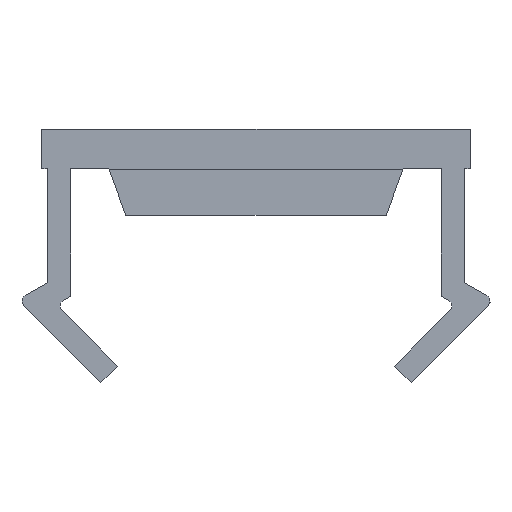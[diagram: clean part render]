
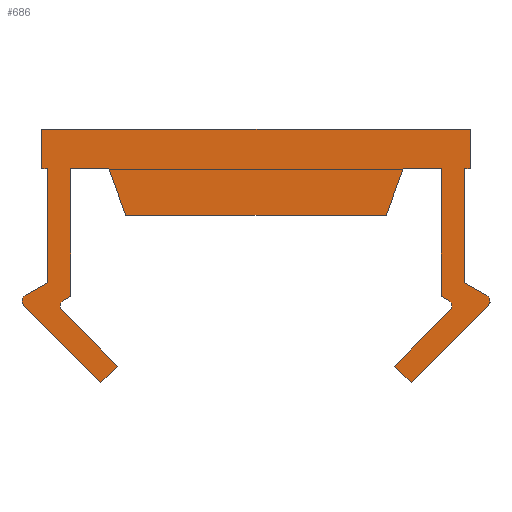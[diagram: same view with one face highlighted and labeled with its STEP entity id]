
A CAD part, left-side view. The second image highlights one B-rep face of the part: STEP entity #686.
In plain terms, the highlighted planar face has unit normal (-1, 0, 0).
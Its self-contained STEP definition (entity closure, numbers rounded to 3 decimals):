
#16=CIRCLE('',#718,0.122);
#18=CIRCLE('',#724,0.122);
#20=CIRCLE('',#736,0.122);
#22=CIRCLE('',#742,0.122);
#60=FACE_OUTER_BOUND('',#94,.T.);
#94=EDGE_LOOP('',(#595,#596,#597,#598,#599,#600,#601,#602,#603,#604,#605,
#606,#607,#608,#609,#610,#611,#612,#613,#614,#615,#616,#617,#618,#619,#620,
#621,#622));
#108=LINE('',#953,#196);
#112=LINE('',#961,#200);
#116=LINE('',#968,#204);
#119=LINE('',#974,#207);
#122=LINE('',#980,#210);
#126=LINE('',#992,#214);
#129=LINE('',#998,#217);
#132=LINE('',#1004,#220);
#136=LINE('',#1016,#224);
#139=LINE('',#1022,#227);
#142=LINE('',#1028,#230);
#145=LINE('',#1034,#233);
#148=LINE('',#1040,#236);
#151=LINE('',#1046,#239);
#154=LINE('',#1052,#242);
#157=LINE('',#1058,#245);
#160=LINE('',#1064,#248);
#164=LINE('',#1076,#252);
#167=LINE('',#1082,#255);
#170=LINE('',#1088,#258);
#174=LINE('',#1100,#262);
#177=LINE('',#1106,#265);
#180=LINE('',#1112,#268);
#181=LINE('',#1114,#269);
#196=VECTOR('',#772,1.);
#200=VECTOR('',#780,1.);
#204=VECTOR('',#786,1.);
#207=VECTOR('',#791,1.);
#210=VECTOR('',#796,1.);
#214=VECTOR('',#808,1.);
#217=VECTOR('',#813,1.);
#220=VECTOR('',#818,1.);
#224=VECTOR('',#830,1.);
#227=VECTOR('',#835,1.);
#230=VECTOR('',#840,1.);
#233=VECTOR('',#845,1.);
#236=VECTOR('',#850,1.);
#239=VECTOR('',#855,1.);
#242=VECTOR('',#860,1.);
#245=VECTOR('',#865,1.);
#248=VECTOR('',#870,1.);
#252=VECTOR('',#882,1.);
#255=VECTOR('',#887,1.);
#258=VECTOR('',#892,1.);
#262=VECTOR('',#904,1.);
#265=VECTOR('',#909,1.);
#268=VECTOR('',#914,1.);
#269=VECTOR('',#917,1.);
#281=VERTEX_POINT('',#950);
#282=VERTEX_POINT('',#952);
#284=VERTEX_POINT('',#960);
#286=VERTEX_POINT('',#966);
#288=VERTEX_POINT('',#972);
#290=VERTEX_POINT('',#978);
#292=VERTEX_POINT('',#984);
#294=VERTEX_POINT('',#990);
#296=VERTEX_POINT('',#996);
#298=VERTEX_POINT('',#1002);
#300=VERTEX_POINT('',#1008);
#302=VERTEX_POINT('',#1014);
#304=VERTEX_POINT('',#1020);
#306=VERTEX_POINT('',#1026);
#308=VERTEX_POINT('',#1032);
#310=VERTEX_POINT('',#1038);
#312=VERTEX_POINT('',#1044);
#314=VERTEX_POINT('',#1050);
#316=VERTEX_POINT('',#1056);
#318=VERTEX_POINT('',#1062);
#320=VERTEX_POINT('',#1068);
#322=VERTEX_POINT('',#1074);
#324=VERTEX_POINT('',#1080);
#326=VERTEX_POINT('',#1086);
#328=VERTEX_POINT('',#1092);
#330=VERTEX_POINT('',#1098);
#332=VERTEX_POINT('',#1104);
#334=VERTEX_POINT('',#1110);
#348=EDGE_CURVE('',#282,#281,#108,.T.);
#352=EDGE_CURVE('',#284,#282,#112,.T.);
#356=EDGE_CURVE('',#281,#286,#116,.T.);
#359=EDGE_CURVE('',#286,#288,#119,.T.);
#362=EDGE_CURVE('',#288,#290,#122,.T.);
#365=EDGE_CURVE('',#290,#292,#16,.T.);
#368=EDGE_CURVE('',#292,#294,#126,.T.);
#371=EDGE_CURVE('',#294,#296,#129,.T.);
#374=EDGE_CURVE('',#296,#298,#132,.T.);
#377=EDGE_CURVE('',#300,#298,#18,.T.);
#380=EDGE_CURVE('',#300,#302,#136,.T.);
#383=EDGE_CURVE('',#302,#304,#139,.T.);
#386=EDGE_CURVE('',#304,#306,#142,.T.);
#389=EDGE_CURVE('',#306,#308,#145,.T.);
#392=EDGE_CURVE('',#308,#310,#148,.T.);
#395=EDGE_CURVE('',#310,#312,#151,.T.);
#398=EDGE_CURVE('',#312,#314,#154,.T.);
#401=EDGE_CURVE('',#314,#316,#157,.T.);
#404=EDGE_CURVE('',#316,#318,#160,.T.);
#407=EDGE_CURVE('',#320,#318,#20,.T.);
#410=EDGE_CURVE('',#320,#322,#164,.T.);
#413=EDGE_CURVE('',#322,#324,#167,.T.);
#416=EDGE_CURVE('',#324,#326,#170,.T.);
#419=EDGE_CURVE('',#326,#328,#22,.T.);
#422=EDGE_CURVE('',#328,#330,#174,.T.);
#425=EDGE_CURVE('',#330,#332,#177,.T.);
#428=EDGE_CURVE('',#332,#334,#180,.T.);
#429=EDGE_CURVE('',#334,#284,#181,.T.);
#595=ORIENTED_EDGE('',*,*,#429,.T.);
#596=ORIENTED_EDGE('',*,*,#352,.T.);
#597=ORIENTED_EDGE('',*,*,#348,.T.);
#598=ORIENTED_EDGE('',*,*,#356,.T.);
#599=ORIENTED_EDGE('',*,*,#359,.T.);
#600=ORIENTED_EDGE('',*,*,#362,.T.);
#601=ORIENTED_EDGE('',*,*,#365,.T.);
#602=ORIENTED_EDGE('',*,*,#368,.T.);
#603=ORIENTED_EDGE('',*,*,#371,.T.);
#604=ORIENTED_EDGE('',*,*,#374,.T.);
#605=ORIENTED_EDGE('',*,*,#377,.F.);
#606=ORIENTED_EDGE('',*,*,#380,.T.);
#607=ORIENTED_EDGE('',*,*,#383,.T.);
#608=ORIENTED_EDGE('',*,*,#386,.T.);
#609=ORIENTED_EDGE('',*,*,#389,.T.);
#610=ORIENTED_EDGE('',*,*,#392,.T.);
#611=ORIENTED_EDGE('',*,*,#395,.T.);
#612=ORIENTED_EDGE('',*,*,#398,.T.);
#613=ORIENTED_EDGE('',*,*,#401,.T.);
#614=ORIENTED_EDGE('',*,*,#404,.T.);
#615=ORIENTED_EDGE('',*,*,#407,.F.);
#616=ORIENTED_EDGE('',*,*,#410,.T.);
#617=ORIENTED_EDGE('',*,*,#413,.T.);
#618=ORIENTED_EDGE('',*,*,#416,.T.);
#619=ORIENTED_EDGE('',*,*,#419,.T.);
#620=ORIENTED_EDGE('',*,*,#422,.T.);
#621=ORIENTED_EDGE('',*,*,#425,.T.);
#622=ORIENTED_EDGE('',*,*,#428,.T.);
#652=PLANE('',#748);
#686=ADVANCED_FACE('',(#60),#652,.F.);
#718=AXIS2_PLACEMENT_3D('',#986,#802,#803);
#724=AXIS2_PLACEMENT_3D('',#1010,#824,#825);
#736=AXIS2_PLACEMENT_3D('',#1070,#876,#877);
#742=AXIS2_PLACEMENT_3D('',#1094,#898,#899);
#748=AXIS2_PLACEMENT_3D('',#1117,#921,#922);
#772=DIRECTION('',(0.,-0.342,0.94));
#780=DIRECTION('',(0.,-1.,0.));
#786=DIRECTION('',(0.,-1.,0.));
#791=DIRECTION('',(0.,0.,-1.));
#796=DIRECTION('',(0.,-0.866,-0.5));
#802=DIRECTION('center_axis',(1.,0.,0.));
#803=DIRECTION('ref_axis',(0.,-0.5,0.866));
#808=DIRECTION('',(0.,0.707,-0.707));
#813=DIRECTION('',(0.,-0.707,-0.707));
#818=DIRECTION('',(0.,-0.707,0.707));
#824=DIRECTION('center_axis',(1.,0.,0.));
#825=DIRECTION('ref_axis',(0.,-0.5,0.866));
#830=DIRECTION('',(0.,0.866,0.5));
#835=DIRECTION('',(0.,0.,1.));
#840=DIRECTION('',(0.,-1.,0.));
#845=DIRECTION('',(0.,0.,1.));
#850=DIRECTION('',(0.,1.,0.));
#855=DIRECTION('',(0.,0.,-1.));
#860=DIRECTION('',(0.,-1.,0.));
#865=DIRECTION('',(0.,0.,-1.));
#870=DIRECTION('',(0.,0.866,-0.5));
#876=DIRECTION('center_axis',(1.,0.,0.));
#877=DIRECTION('ref_axis',(0.,0.707,-0.707));
#882=DIRECTION('',(0.,-0.707,-0.707));
#887=DIRECTION('',(0.,-0.707,0.707));
#892=DIRECTION('',(0.,0.707,0.707));
#898=DIRECTION('center_axis',(1.,0.,0.));
#899=DIRECTION('ref_axis',(0.,0.707,-0.707));
#904=DIRECTION('',(0.,-0.866,0.5));
#909=DIRECTION('',(0.,0.,1.));
#914=DIRECTION('',(0.,-1.,0.));
#917=DIRECTION('',(0.,-0.342,-0.94));
#921=DIRECTION('center_axis',(1.,0.,0.));
#922=DIRECTION('ref_axis',(0.,0.,-1.));
#950=CARTESIAN_POINT('',(0.,-2.75,-0.733));
#952=CARTESIAN_POINT('',(0.,-2.432,-1.608));
#953=CARTESIAN_POINT('',(0.,-2.432,-1.608));
#960=CARTESIAN_POINT('',(0.,2.432,-1.608));
#961=CARTESIAN_POINT('',(0.,2.432,-1.608));
#966=CARTESIAN_POINT('',(0.,-3.462,-0.733));
#968=CARTESIAN_POINT('',(0.,-2.75,-0.733));
#972=CARTESIAN_POINT('',(0.,-3.462,-3.118));
#974=CARTESIAN_POINT('',(0.,-3.462,-0.733));
#978=CARTESIAN_POINT('',(0.,-3.598,-3.196));
#980=CARTESIAN_POINT('',(0.,-3.462,-3.118));
#984=CARTESIAN_POINT('',(0.,-3.623,-3.388));
#986=CARTESIAN_POINT('Origin',(0.,-3.537,-3.302));
#990=CARTESIAN_POINT('',(0.,-2.588,-4.423));
#992=CARTESIAN_POINT('',(0.,-3.623,-3.388));
#996=CARTESIAN_POINT('',(0.,-2.898,-4.733));
#998=CARTESIAN_POINT('',(0.,-2.588,-4.423));
#1002=CARTESIAN_POINT('',(0.,-4.336,-3.294));
#1004=CARTESIAN_POINT('',(0.,-2.898,-4.733));
#1008=CARTESIAN_POINT('',(0.,-4.311,-3.102));
#1010=CARTESIAN_POINT('Origin',(0.,-4.25,-3.208));
#1014=CARTESIAN_POINT('',(0.,-3.9,-2.865));
#1016=CARTESIAN_POINT('',(0.,-4.311,-3.102));
#1020=CARTESIAN_POINT('',(0.,-3.9,-0.733));
#1022=CARTESIAN_POINT('',(0.,-3.9,-2.865));
#1026=CARTESIAN_POINT('',(0.,-4.,-0.733));
#1028=CARTESIAN_POINT('',(0.,-3.9,-0.733));
#1032=CARTESIAN_POINT('',(0.,-4.,0.));
#1034=CARTESIAN_POINT('',(0.,-4.,-0.733));
#1038=CARTESIAN_POINT('',(0.,4.,0.));
#1040=CARTESIAN_POINT('',(0.,-4.,0.));
#1044=CARTESIAN_POINT('',(0.,4.,-0.733));
#1046=CARTESIAN_POINT('',(0.,4.,0.));
#1050=CARTESIAN_POINT('',(0.,3.9,-0.733));
#1052=CARTESIAN_POINT('',(0.,4.,-0.733));
#1056=CARTESIAN_POINT('',(0.,3.9,-2.865));
#1058=CARTESIAN_POINT('',(0.,3.9,-0.733));
#1062=CARTESIAN_POINT('',(0.,4.311,-3.102));
#1064=CARTESIAN_POINT('',(0.,3.9,-2.865));
#1068=CARTESIAN_POINT('',(0.,4.336,-3.294));
#1070=CARTESIAN_POINT('Origin',(0.,4.25,-3.208));
#1074=CARTESIAN_POINT('',(0.,2.898,-4.733));
#1076=CARTESIAN_POINT('',(0.,4.336,-3.294));
#1080=CARTESIAN_POINT('',(0.,2.588,-4.423));
#1082=CARTESIAN_POINT('',(0.,2.898,-4.733));
#1086=CARTESIAN_POINT('',(0.,3.623,-3.388));
#1088=CARTESIAN_POINT('',(0.,2.588,-4.423));
#1092=CARTESIAN_POINT('',(0.,3.598,-3.196));
#1094=CARTESIAN_POINT('Origin',(0.,3.537,-3.302));
#1098=CARTESIAN_POINT('',(0.,3.462,-3.118));
#1100=CARTESIAN_POINT('',(0.,3.598,-3.196));
#1104=CARTESIAN_POINT('',(0.,3.462,-0.733));
#1106=CARTESIAN_POINT('',(0.,3.462,-3.118));
#1110=CARTESIAN_POINT('',(0.,2.75,-0.733));
#1112=CARTESIAN_POINT('',(0.,3.462,-0.733));
#1114=CARTESIAN_POINT('',(0.,2.75,-0.733));
#1117=CARTESIAN_POINT('Origin',(0.,0.,-1.819));
